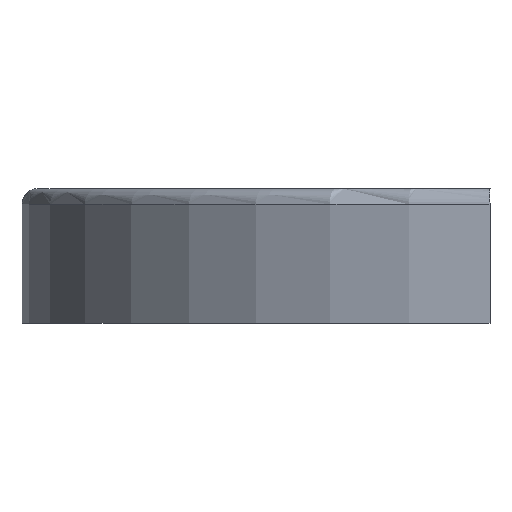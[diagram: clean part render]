
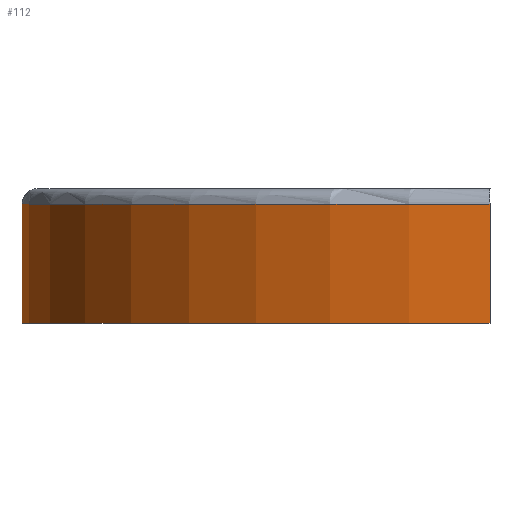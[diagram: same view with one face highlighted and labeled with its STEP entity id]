
A CAD part, front view. The second image highlights one B-rep face of the part: STEP entity #112.
In plain terms, the highlighted cylindrical face has radius 59 mm (diameter 118 mm), a partial arc.
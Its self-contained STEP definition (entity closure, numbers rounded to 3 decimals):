
#42 = DIRECTION ( 'NONE',  ( 0., 0., 1. ) ) ;
#45 = EDGE_CURVE ( 'NONE', #517, #686, #327, .T. ) ;
#48 = AXIS2_PLACEMENT_3D ( 'NONE', #147, #850, #765 ) ;
#53 = EDGE_LOOP ( 'NONE', ( #100, #189, #349, #374 ) ) ;
#57 = CARTESIAN_POINT ( 'NONE',  ( -59., 0., 15. ) ) ;
#66 = VECTOR ( 'NONE', #606, 1000. ) ;
#99 = CIRCLE ( 'NONE', #48, 59. ) ;
#100 = ORIENTED_EDGE ( 'NONE', *, *, #924, .T. ) ;
#112 = ADVANCED_FACE ( 'NONE', ( #736 ), #180, .T. ) ;
#114 = DIRECTION ( 'NONE',  ( -1., 0., 0. ) ) ;
#125 = CARTESIAN_POINT ( 'NONE',  ( -59., 0., 0. ) ) ;
#147 = CARTESIAN_POINT ( 'NONE',  ( 0., 0., 15. ) ) ;
#180 = CYLINDRICAL_SURFACE ( 'NONE', #1101, 59. ) ;
#189 = ORIENTED_EDGE ( 'NONE', *, *, #45, .T. ) ;
#231 = CARTESIAN_POINT ( 'NONE',  ( -59., 0., 17. ) ) ;
#267 = DIRECTION ( 'NONE',  ( 0., 0., -1. ) ) ;
#327 = LINE ( 'NONE', #231, #66 ) ;
#333 = CARTESIAN_POINT ( 'NONE',  ( 0., -59., 17. ) ) ;
#349 = ORIENTED_EDGE ( 'NONE', *, *, #721, .T. ) ;
#374 = ORIENTED_EDGE ( 'NONE', *, *, #394, .F. ) ;
#394 = EDGE_CURVE ( 'NONE', #963, #1137, #1110, .T. ) ;
#413 = CARTESIAN_POINT ( 'NONE',  ( 0., -59., 15. ) ) ;
#517 = VERTEX_POINT ( 'NONE', #57 ) ;
#569 = CARTESIAN_POINT ( 'NONE',  ( 0., 0., 0. ) ) ;
#606 = DIRECTION ( 'NONE',  ( 0., 0., -1. ) ) ;
#625 = AXIS2_PLACEMENT_3D ( 'NONE', #569, #42, #1093 ) ;
#686 = VERTEX_POINT ( 'NONE', #125 ) ;
#691 = CARTESIAN_POINT ( 'NONE',  ( 0., -59., 0. ) ) ;
#713 = DIRECTION ( 'NONE',  ( 0., 0., -1. ) ) ;
#721 = EDGE_CURVE ( 'NONE', #686, #1137, #1102, .T. ) ;
#736 = FACE_OUTER_BOUND ( 'NONE', #53, .T. ) ;
#765 = DIRECTION ( 'NONE',  ( 1., 0., 0. ) ) ;
#787 = VECTOR ( 'NONE', #713, 1000. ) ;
#850 = DIRECTION ( 'NONE',  ( 0., 0., -1. ) ) ;
#924 = EDGE_CURVE ( 'NONE', #963, #517, #99, .T. ) ;
#963 = VERTEX_POINT ( 'NONE', #413 ) ;
#981 = CARTESIAN_POINT ( 'NONE',  ( 0., 0., 17. ) ) ;
#1093 = DIRECTION ( 'NONE',  ( 1., 0., 0. ) ) ;
#1101 = AXIS2_PLACEMENT_3D ( 'NONE', #981, #267, #114 ) ;
#1102 = CIRCLE ( 'NONE', #625, 59. ) ;
#1110 = LINE ( 'NONE', #333, #787 ) ;
#1137 = VERTEX_POINT ( 'NONE', #691 ) ;
